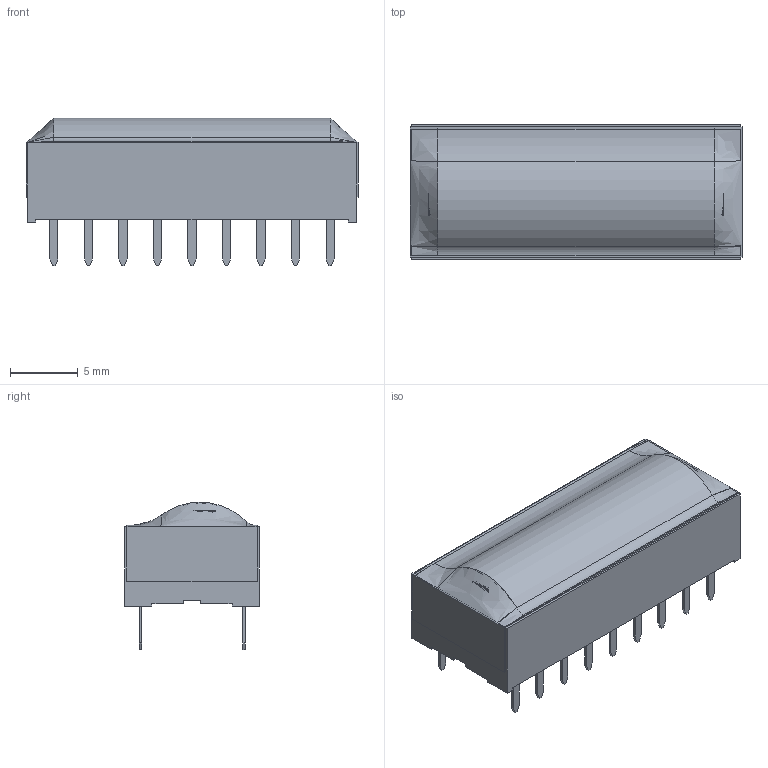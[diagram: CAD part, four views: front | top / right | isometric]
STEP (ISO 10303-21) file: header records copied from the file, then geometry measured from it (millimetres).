
FILE_DESCRIPTION(/* description */ (''),/* implementation_level */ '2;1');
FILE_NAME(/* name */ 'KAS1109Ex.stp',/* time_stamp */ '2025-05-21T11:26:13-05:00',/* author */ ('mroman'),/* organization */ (''),/* preprocessor_version */ 'ST-DEVELOPER v18.1',/* originating_system */ 'Autodesk Inventor 2022',/* authorisation */ '');
FILE_SCHEMA (('AUTOMOTIVE_DESIGN { 1 0 10303 214 3 1 1 }'));
Length unit declared in the file: centimetre
Products named in the file (1): KAS1109Ex
Bounding box: 24.42 x 9.9 x 10.85 mm (x, y, z)
Volume: 1326.1 mm3; surface area: 1680.7 mm2
Topology: 1 solids, 2 shells, 691 faces, 1889 edges, 1258 vertices
Faces by surface type: plane 518, bspline 129, cylinder 44
Entity records: 23122 total; most frequent: CARTESIAN_POINT 6338, ORIENTED_EDGE 3778, DIRECTION 2849, EDGE_CURVE 1889, LINE 1543, VECTOR 1543, VERTEX_POINT 1258, EDGE_LOOP 751
